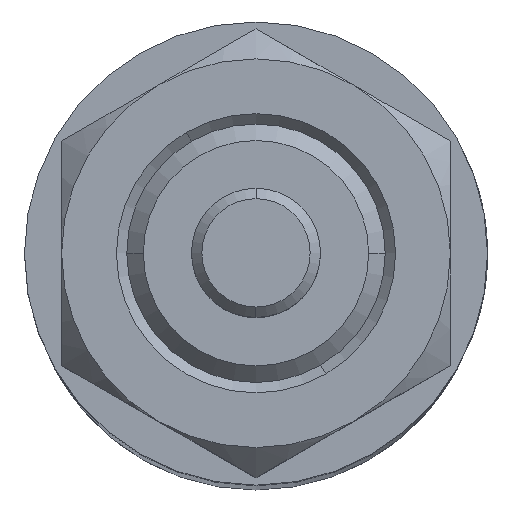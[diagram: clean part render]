
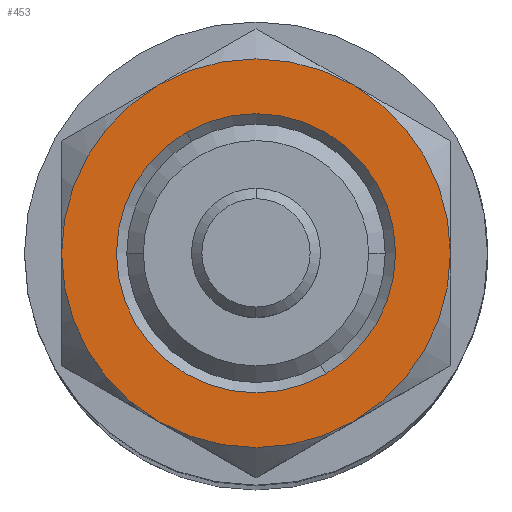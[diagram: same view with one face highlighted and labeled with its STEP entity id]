
A CAD part, top view. The second image highlights one B-rep face of the part: STEP entity #453.
In plain terms, the highlighted planar face has unit normal (0, 0, 1).
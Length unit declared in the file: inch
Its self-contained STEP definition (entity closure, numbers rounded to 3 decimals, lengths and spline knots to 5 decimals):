
#26 = EDGE_LOOP ( 'NONE', ( #300, #2188 ) ) ;
#42 = EDGE_CURVE ( 'NONE', #1380, #816, #372, .T. ) ;
#125 = EDGE_CURVE ( 'NONE', #2752, #2108, #2737, .T. ) ;
#207 = DIRECTION ( 'NONE',  ( 0., 0., -1. ) ) ;
#224 = CIRCLE ( 'NONE', #369, 0.47 ) ;
#300 = ORIENTED_EDGE ( 'NONE', *, *, #1724, .T. ) ;
#345 = ORIENTED_EDGE ( 'NONE', *, *, #1478, .T. ) ;
#369 = AXIS2_PLACEMENT_3D ( 'NONE', #2011, #605, #2248 ) ;
#372 = CIRCLE ( 'NONE', #2020, 0.47 ) ;
#453 = ADVANCED_FACE ( 'NONE', ( #1765, #2543 ), #1388, .F. ) ;
#494 = CIRCLE ( 'NONE', #2372, 0.3375 ) ;
#505 = AXIS2_PLACEMENT_3D ( 'NONE', #1622, #207, #1858 ) ;
#509 = CARTESIAN_POINT ( 'NONE',  ( 0.235, 0.40703, 0.19 ) ) ;
#514 = AXIS2_PLACEMENT_3D ( 'NONE', #983, #2640, #1225 ) ;
#580 = AXIS2_PLACEMENT_3D ( 'NONE', #727, #2375, #968 ) ;
#605 = DIRECTION ( 'NONE',  ( 0., 0., -1. ) ) ;
#660 = CARTESIAN_POINT ( 'NONE',  ( 0.3375, 0., 0.19 ) ) ;
#727 = CARTESIAN_POINT ( 'NONE',  ( 0., 0., 0.19 ) ) ;
#816 = VERTEX_POINT ( 'NONE', #2282 ) ;
#844 = CARTESIAN_POINT ( 'NONE',  ( 0., 0., 0.19 ) ) ;
#869 = DIRECTION ( 'NONE',  ( 0., 0., -1. ) ) ;
#955 = DIRECTION ( 'NONE',  ( 0., 0., -1. ) ) ;
#968 = DIRECTION ( 'NONE',  ( -1., 0., 0. ) ) ;
#983 = CARTESIAN_POINT ( 'NONE',  ( 0., 0., 0.19 ) ) ;
#992 = CARTESIAN_POINT ( 'NONE',  ( 0.47, 0., 0.19 ) ) ;
#1077 = DIRECTION ( 'NONE',  ( -1., 0., 0. ) ) ;
#1220 = CARTESIAN_POINT ( 'NONE',  ( -0.3375, 0., 0.19 ) ) ;
#1225 = DIRECTION ( 'NONE',  ( -1., 0., 0. ) ) ;
#1253 = EDGE_CURVE ( 'NONE', #2132, #1939, #494, .T. ) ;
#1262 = DIRECTION ( 'NONE',  ( 0., 0., 1. ) ) ;
#1315 = ORIENTED_EDGE ( 'NONE', *, *, #125, .F. ) ;
#1320 = CARTESIAN_POINT ( 'NONE',  ( -0.235, 0.40703, 0.19 ) ) ;
#1351 = CARTESIAN_POINT ( 'NONE',  ( 0., 0., 0.19 ) ) ;
#1360 = EDGE_CURVE ( 'NONE', #816, #1822, #1853, .T. ) ;
#1380 = VERTEX_POINT ( 'NONE', #992 ) ;
#1388 = PLANE ( 'NONE',  #505 ) ;
#1478 = EDGE_CURVE ( 'NONE', #1380, #2108, #2907, .T. ) ;
#1596 = DIRECTION ( 'NONE',  ( -1., 0., 0. ) ) ;
#1609 = ORIENTED_EDGE ( 'NONE', *, *, #1360, .F. ) ;
#1622 = CARTESIAN_POINT ( 'NONE',  ( 0., 0.54271, 0.19 ) ) ;
#1722 = AXIS2_PLACEMENT_3D ( 'NONE', #2356, #955, #2607 ) ;
#1724 = EDGE_CURVE ( 'NONE', #1939, #2132, #2430, .T. ) ;
#1763 = AXIS2_PLACEMENT_3D ( 'NONE', #2677, #1262, #2921 ) ;
#1765 = FACE_BOUND ( 'NONE', #26, .T. ) ;
#1774 = CARTESIAN_POINT ( 'NONE',  ( -0.47, 0., 0.19 ) ) ;
#1822 = VERTEX_POINT ( 'NONE', #2893 ) ;
#1853 = CIRCLE ( 'NONE', #514, 0.47 ) ;
#1858 = DIRECTION ( 'NONE',  ( -1., 0., 0. ) ) ;
#1882 = AXIS2_PLACEMENT_3D ( 'NONE', #2268, #869, #2517 ) ;
#1939 = VERTEX_POINT ( 'NONE', #660 ) ;
#1991 = ORIENTED_EDGE ( 'NONE', *, *, #2729, .F. ) ;
#2011 = CARTESIAN_POINT ( 'NONE',  ( 0., 0., 0.19 ) ) ;
#2020 = AXIS2_PLACEMENT_3D ( 'NONE', #844, #2485, #1077 ) ;
#2054 = ORIENTED_EDGE ( 'NONE', *, *, #2364, .F. ) ;
#2108 = VERTEX_POINT ( 'NONE', #509 ) ;
#2132 = VERTEX_POINT ( 'NONE', #1220 ) ;
#2188 = ORIENTED_EDGE ( 'NONE', *, *, #1253, .T. ) ;
#2248 = DIRECTION ( 'NONE',  ( -1., 0., 0. ) ) ;
#2268 = CARTESIAN_POINT ( 'NONE',  ( 0., 0., 0.19 ) ) ;
#2282 = CARTESIAN_POINT ( 'NONE',  ( 0.235, -0.40703, 0.19 ) ) ;
#2356 = CARTESIAN_POINT ( 'NONE',  ( 0., 0., 0.19 ) ) ;
#2364 = EDGE_CURVE ( 'NONE', #1822, #2700, #2628, .T. ) ;
#2372 = AXIS2_PLACEMENT_3D ( 'NONE', #1351, #3014, #1596 ) ;
#2375 = DIRECTION ( 'NONE',  ( 0., 0., -1. ) ) ;
#2430 = CIRCLE ( 'NONE', #1722, 0.3375 ) ;
#2485 = DIRECTION ( 'NONE',  ( 0., 0., -1. ) ) ;
#2517 = DIRECTION ( 'NONE',  ( -1., 0., 0. ) ) ;
#2543 = FACE_OUTER_BOUND ( 'NONE', #2787, .T. ) ;
#2607 = DIRECTION ( 'NONE',  ( -1., 0., 0. ) ) ;
#2628 = CIRCLE ( 'NONE', #580, 0.47 ) ;
#2640 = DIRECTION ( 'NONE',  ( 0., 0., -1. ) ) ;
#2670 = ORIENTED_EDGE ( 'NONE', *, *, #42, .F. ) ;
#2677 = CARTESIAN_POINT ( 'NONE',  ( 0., 0., 0.19 ) ) ;
#2700 = VERTEX_POINT ( 'NONE', #1774 ) ;
#2729 = EDGE_CURVE ( 'NONE', #2700, #2752, #224, .T. ) ;
#2737 = CIRCLE ( 'NONE', #1882, 0.47 ) ;
#2752 = VERTEX_POINT ( 'NONE', #1320 ) ;
#2787 = EDGE_LOOP ( 'NONE', ( #1991, #2054, #1609, #2670, #345, #1315 ) ) ;
#2893 = CARTESIAN_POINT ( 'NONE',  ( -0.235, -0.40703, 0.19 ) ) ;
#2907 = CIRCLE ( 'NONE', #1763, 0.47 ) ;
#2921 = DIRECTION ( 'NONE',  ( 1., 0., 0. ) ) ;
#3014 = DIRECTION ( 'NONE',  ( 0., 0., -1. ) ) ;
